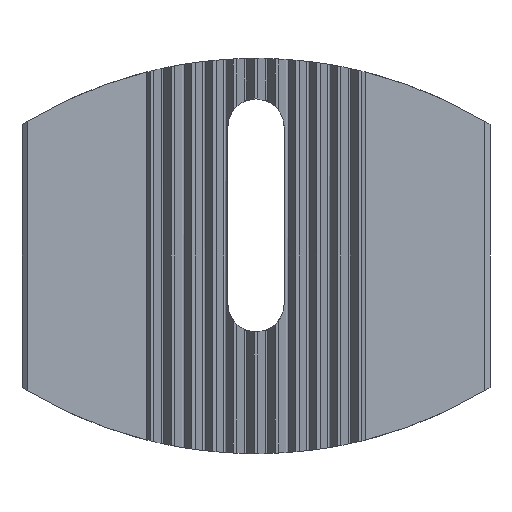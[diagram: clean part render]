
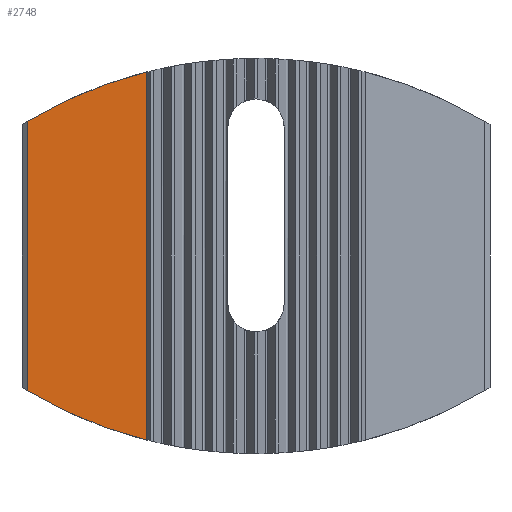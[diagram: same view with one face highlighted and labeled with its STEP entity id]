
A CAD part, left-side view. The second image highlights one B-rep face of the part: STEP entity #2748.
In plain terms, the highlighted planar face has unit normal (-1, 0, 0).
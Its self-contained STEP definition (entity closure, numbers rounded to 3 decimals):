
#31 = CARTESIAN_POINT ( 'NONE',  ( 1., 0., 24. ) ) ;
#103 = DIRECTION ( 'NONE',  ( 0., 0., -1. ) ) ;
#217 = VERTEX_POINT ( 'NONE', #1471 ) ;
#228 = CARTESIAN_POINT ( 'NONE',  ( 1., 22.5, 25. ) ) ;
#308 = ORIENTED_EDGE ( 'NONE', *, *, #810, .F. ) ;
#345 = CARTESIAN_POINT ( 'NONE',  ( 1., 10.5, 25. ) ) ;
#427 = VERTEX_POINT ( 'NONE', #2068 ) ;
#491 = EDGE_CURVE ( 'NONE', #427, #2170, #2481, .T. ) ;
#495 = LINE ( 'NONE', #2957, #3085 ) ;
#581 = ORIENTED_EDGE ( 'NONE', *, *, #2570, .F. ) ;
#721 = ORIENTED_EDGE ( 'NONE', *, *, #491, .F. ) ;
#761 = DIRECTION ( 'NONE',  ( 0., 1., 0. ) ) ;
#763 = FACE_OUTER_BOUND ( 'NONE', #2157, .T. ) ;
#810 = EDGE_CURVE ( 'NONE', #217, #1923, #927, .T. ) ;
#812 = AXIS2_PLACEMENT_3D ( 'NONE', #228, #1543, #1289 ) ;
#858 = DIRECTION ( 'NONE',  ( 1., 0., 0. ) ) ;
#927 = CIRCLE ( 'NONE', #1335, 43. ) ;
#1228 = VECTOR ( 'NONE', #103, 1000. ) ;
#1247 = PLANE ( 'NONE',  #812 ) ;
#1285 = DIRECTION ( 'NONE',  ( 0., 1., 0. ) ) ;
#1289 = DIRECTION ( 'NONE',  ( 0., 1., 0. ) ) ;
#1335 = AXIS2_PLACEMENT_3D ( 'NONE', #2664, #858, #1285 ) ;
#1471 = CARTESIAN_POINT ( 'NONE',  ( 1., 22., 12.946 ) ) ;
#1543 = DIRECTION ( 'NONE',  ( 1., 0., 0. ) ) ;
#1688 = ORIENTED_EDGE ( 'NONE', *, *, #2083, .T. ) ;
#1923 = VERTEX_POINT ( 'NONE', #2197 ) ;
#2068 = CARTESIAN_POINT ( 'NONE',  ( 1., 10.5, -17.698 ) ) ;
#2083 = EDGE_CURVE ( 'NONE', #217, #2170, #495, .T. ) ;
#2157 = EDGE_LOOP ( 'NONE', ( #308, #1688, #721, #581 ) ) ;
#2170 = VERTEX_POINT ( 'NONE', #2311 ) ;
#2197 = CARTESIAN_POINT ( 'NONE',  ( 1., 10.5, 17.698 ) ) ;
#2311 = CARTESIAN_POINT ( 'NONE',  ( 1., 22., -12.946 ) ) ;
#2481 = CIRCLE ( 'NONE', #2784, 43. ) ;
#2570 = EDGE_CURVE ( 'NONE', #1923, #427, #2652, .T. ) ;
#2611 = DIRECTION ( 'NONE',  ( 1., 0., 0. ) ) ;
#2652 = LINE ( 'NONE', #345, #1228 ) ;
#2664 = CARTESIAN_POINT ( 'NONE',  ( 1., 0., -24. ) ) ;
#2748 = ADVANCED_FACE ( 'NONE', ( #763 ), #1247, .F. ) ;
#2784 = AXIS2_PLACEMENT_3D ( 'NONE', #31, #2611, #761 ) ;
#2957 = CARTESIAN_POINT ( 'NONE',  ( 1., 22., 25. ) ) ;
#2983 = DIRECTION ( 'NONE',  ( 0., 0., -1. ) ) ;
#3085 = VECTOR ( 'NONE', #2983, 1000. ) ;
